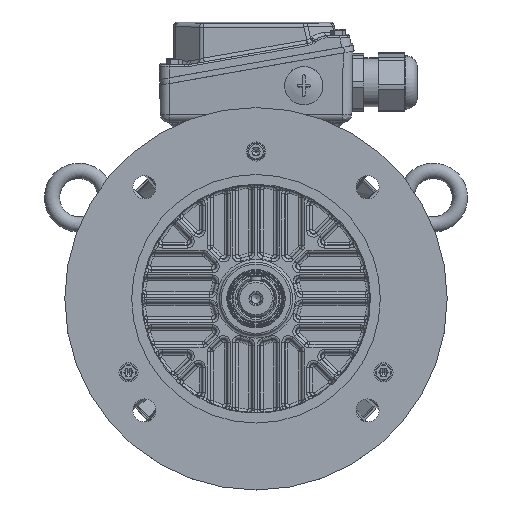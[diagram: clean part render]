
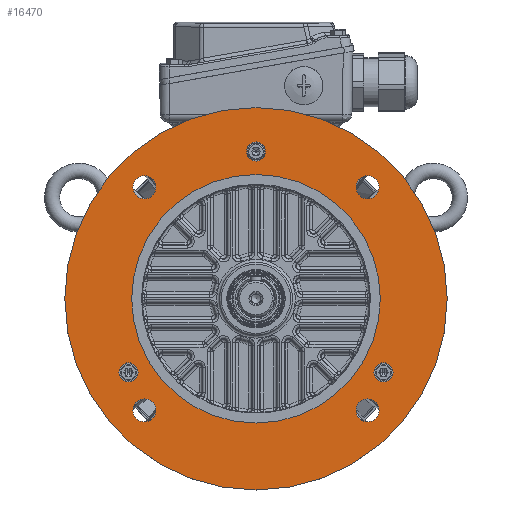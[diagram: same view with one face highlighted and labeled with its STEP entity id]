
A CAD part, top view. The second image highlights one B-rep face of the part: STEP entity #16470.
In plain terms, the highlighted planar face has unit normal (0, 0, 1).
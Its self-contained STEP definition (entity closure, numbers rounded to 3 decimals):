
#16470=ADVANCED_FACE('',(#18188,#18189,#18190,#18191,#18192,#18193,#18194,
#18195,#18196),#17720,.T.);
#17720=PLANE('',#56361);
#18188=FACE_BOUND('',#20727,.T.);
#18189=FACE_BOUND('',#20728,.T.);
#18190=FACE_BOUND('',#20729,.T.);
#18191=FACE_BOUND('',#20730,.T.);
#18192=FACE_BOUND('',#20731,.T.);
#18193=FACE_BOUND('',#20732,.T.);
#18194=FACE_BOUND('',#20733,.T.);
#18195=FACE_BOUND('',#20734,.T.);
#18196=FACE_BOUND('',#20735,.T.);
#20727=EDGE_LOOP('',(#31854));
#20728=EDGE_LOOP('',(#31855));
#20729=EDGE_LOOP('',(#31856));
#20730=EDGE_LOOP('',(#31857));
#20731=EDGE_LOOP('',(#31858));
#20732=EDGE_LOOP('',(#31859));
#20733=EDGE_LOOP('',(#31860));
#20734=EDGE_LOOP('',(#31861));
#20735=EDGE_LOOP('',(#31862));
#31854=ORIENTED_EDGE('',*,*,#45798,.F.);
#31855=ORIENTED_EDGE('',*,*,#45800,.F.);
#31856=ORIENTED_EDGE('',*,*,#45802,.F.);
#31857=ORIENTED_EDGE('',*,*,#45804,.T.);
#31858=ORIENTED_EDGE('',*,*,#45807,.T.);
#31859=ORIENTED_EDGE('',*,*,#45809,.T.);
#31860=ORIENTED_EDGE('',*,*,#47274,.T.);
#31861=ORIENTED_EDGE('',*,*,#47275,.F.);
#31862=ORIENTED_EDGE('',*,*,#47273,.T.);
#38890=VERTEX_POINT('',#101221);
#38892=VERTEX_POINT('',#101226);
#38894=VERTEX_POINT('',#101231);
#38896=VERTEX_POINT('',#101236);
#38899=VERTEX_POINT('',#101243);
#38901=VERTEX_POINT('',#101248);
#39778=VERTEX_POINT('',#114689);
#39779=VERTEX_POINT('',#114692);
#39780=VERTEX_POINT('',#114694);
#45798=EDGE_CURVE('',#38890,#38890,#50948,.T.);
#45800=EDGE_CURVE('',#38892,#38892,#50950,.T.);
#45802=EDGE_CURVE('',#38894,#38894,#50952,.T.);
#45804=EDGE_CURVE('',#38896,#38896,#50954,.T.);
#45807=EDGE_CURVE('',#38899,#38899,#50957,.T.);
#45809=EDGE_CURVE('',#38901,#38901,#50959,.T.);
#47273=EDGE_CURVE('',#39778,#39778,#51489,.T.);
#47274=EDGE_CURVE('',#39779,#39779,#51490,.T.);
#47275=EDGE_CURVE('',#39780,#39780,#51491,.T.);
#50948=CIRCLE('',#55394,6.);
#50950=CIRCLE('',#55397,6.);
#50952=CIRCLE('',#55400,6.);
#50954=CIRCLE('',#55403,6.);
#50957=CIRCLE('',#55407,5.);
#50959=CIRCLE('',#55410,5.);
#51489=CIRCLE('',#56357,65.);
#51490=CIRCLE('',#56359,5.);
#51491=CIRCLE('',#56360,100.);
#55394=AXIS2_PLACEMENT_3D('',#101220,#65217,#65218);
#55397=AXIS2_PLACEMENT_3D('',#101225,#65223,#65224);
#55400=AXIS2_PLACEMENT_3D('',#101230,#65229,#65230);
#55403=AXIS2_PLACEMENT_3D('',#101235,#65235,#65236);
#55407=AXIS2_PLACEMENT_3D('',#101242,#65243,#65244);
#55410=AXIS2_PLACEMENT_3D('',#101247,#65249,#65250);
#56357=AXIS2_PLACEMENT_3D('',#114688,#67453,#67454);
#56359=AXIS2_PLACEMENT_3D('',#114691,#67457,#67458);
#56360=AXIS2_PLACEMENT_3D('',#114693,#67459,#67460);
#56361=AXIS2_PLACEMENT_3D('',#114695,#67461,#67462);
#65217=DIRECTION('',(0.,0.,1.));
#65218=DIRECTION('',(-1.,0.,0.));
#65223=DIRECTION('',(0.,0.,1.));
#65224=DIRECTION('',(-1.,0.,0.));
#65229=DIRECTION('',(0.,0.,1.));
#65230=DIRECTION('',(-1.,0.,0.));
#65235=DIRECTION('',(0.,0.,-1.));
#65236=DIRECTION('',(-1.,0.,0.));
#65243=DIRECTION('',(0.,0.,-1.));
#65244=DIRECTION('',(1.,0.,0.));
#65249=DIRECTION('',(0.,0.,-1.));
#65250=DIRECTION('',(1.,0.,0.));
#67453=DIRECTION('',(0.,0.,-1.));
#67454=DIRECTION('',(0.,-1.,0.));
#67457=DIRECTION('',(0.,0.,-1.));
#67458=DIRECTION('',(1.,0.,0.));
#67459=DIRECTION('',(0.,0.,-1.));
#67460=DIRECTION('',(-1.,0.,0.));
#67461=DIRECTION('',(0.,0.,1.));
#67462=DIRECTION('',(-1.,0.,0.));
#101220=CARTESIAN_POINT('',(38.142,38.142,33.15));
#101221=CARTESIAN_POINT('',(32.142,38.142,33.15));
#101225=CARTESIAN_POINT('',(38.142,-78.53,33.15));
#101226=CARTESIAN_POINT('',(32.142,-78.53,33.15));
#101230=CARTESIAN_POINT('',(-78.53,-78.53,33.15));
#101231=CARTESIAN_POINT('',(-84.53,-78.53,33.15));
#101235=CARTESIAN_POINT('',(-78.53,38.142,33.15));
#101236=CARTESIAN_POINT('',(-84.53,38.142,33.15));
#101242=CARTESIAN_POINT('',(-20.194,56.806,33.15));
#101243=CARTESIAN_POINT('',(-15.194,56.806,33.15));
#101247=CARTESIAN_POINT('',(46.49,-58.694,33.15));
#101248=CARTESIAN_POINT('',(51.49,-58.694,33.15));
#114688=CARTESIAN_POINT('',(-20.194,-20.194,33.15));
#114689=CARTESIAN_POINT('',(-20.194,-85.194,33.15));
#114691=CARTESIAN_POINT('',(-86.878,-58.694,33.15));
#114692=CARTESIAN_POINT('',(-81.878,-58.694,33.15));
#114693=CARTESIAN_POINT('',(-20.194,-20.194,33.15));
#114694=CARTESIAN_POINT('',(-120.194,-20.194,33.15));
#114695=CARTESIAN_POINT('',(-20.194,-20.194,33.15));
